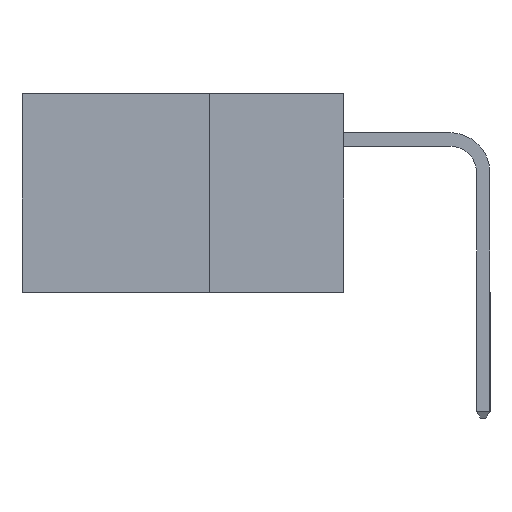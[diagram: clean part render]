
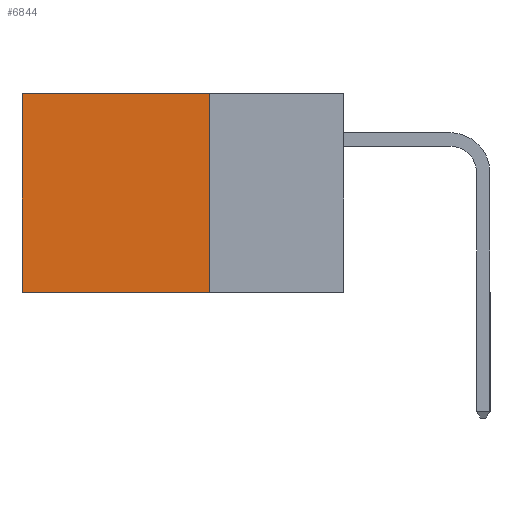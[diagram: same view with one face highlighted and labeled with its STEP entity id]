
A CAD part, left-side view. The second image highlights one B-rep face of the part: STEP entity #6844.
In plain terms, the highlighted planar face has unit normal (-1, 0, 0).
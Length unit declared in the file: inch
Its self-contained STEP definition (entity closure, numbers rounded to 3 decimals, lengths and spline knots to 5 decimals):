
#397 = EDGE_CURVE ( 'NONE', #20825, #21699, #15507, .T. ) ;
#478 = CARTESIAN_POINT ( 'NONE',  ( 0.298, 0.25, 0. ) ) ;
#1251 = VECTOR ( 'NONE', #18919, 39.37008 ) ;
#1362 = CARTESIAN_POINT ( 'NONE',  ( 0.298, 0.25, -0.37 ) ) ;
#2185 = ORIENTED_EDGE ( 'NONE', *, *, #8740, .F. ) ;
#2203 = DIRECTION ( 'NONE',  ( 1., 0., 0. ) ) ;
#2365 = AXIS2_PLACEMENT_3D ( 'NONE', #478, #2203, #14279 ) ;
#2413 = DIRECTION ( 'NONE',  ( 0., 0., -1. ) ) ;
#2885 = DIRECTION ( 'NONE',  ( 0., 1., 0. ) ) ;
#4021 = EDGE_LOOP ( 'NONE', ( #11018, #4037, #2185, #6576 ) ) ;
#4037 = ORIENTED_EDGE ( 'NONE', *, *, #5732, .F. ) ;
#5315 = LINE ( 'NONE', #8870, #1251 ) ;
#5732 = EDGE_CURVE ( 'NONE', #12428, #21699, #20547, .T. ) ;
#6576 = ORIENTED_EDGE ( 'NONE', *, *, #18167, .T. ) ;
#6844 = ADVANCED_FACE ( 'NONE', ( #12425 ), #10879, .F. ) ;
#7485 = CARTESIAN_POINT ( 'NONE',  ( 0.298, 0.6, 0. ) ) ;
#8227 = VERTEX_POINT ( 'NONE', #20881 ) ;
#8740 = EDGE_CURVE ( 'NONE', #8227, #12428, #5315, .T. ) ;
#8870 = CARTESIAN_POINT ( 'NONE',  ( 0.298, 0.25, 0. ) ) ;
#10681 = CARTESIAN_POINT ( 'NONE',  ( 0.298, 0.6, 0. ) ) ;
#10879 = PLANE ( 'NONE',  #2365 ) ;
#11015 = VECTOR ( 'NONE', #2413, 39.37008 ) ;
#11018 = ORIENTED_EDGE ( 'NONE', *, *, #397, .T. ) ;
#11400 = DIRECTION ( 'NONE',  ( 0., 1., 0. ) ) ;
#12425 = FACE_OUTER_BOUND ( 'NONE', #4021, .T. ) ;
#12428 = VERTEX_POINT ( 'NONE', #1362 ) ;
#13260 = CARTESIAN_POINT ( 'NONE',  ( 0.298, 0.6, -0.37 ) ) ;
#13562 = LINE ( 'NONE', #16488, #21858 ) ;
#14279 = DIRECTION ( 'NONE',  ( 0., 0., -1. ) ) ;
#15507 = LINE ( 'NONE', #7485, #11015 ) ;
#16488 = CARTESIAN_POINT ( 'NONE',  ( 0.298, 0.25, 0. ) ) ;
#18167 = EDGE_CURVE ( 'NONE', #8227, #20825, #13562, .T. ) ;
#18919 = DIRECTION ( 'NONE',  ( 0., 0., -1. ) ) ;
#20053 = VECTOR ( 'NONE', #2885, 39.37008 ) ;
#20547 = LINE ( 'NONE', #21513, #20053 ) ;
#20825 = VERTEX_POINT ( 'NONE', #10681 ) ;
#20881 = CARTESIAN_POINT ( 'NONE',  ( 0.298, 0.25, 0. ) ) ;
#21513 = CARTESIAN_POINT ( 'NONE',  ( 0.298, 0.25, -0.37 ) ) ;
#21699 = VERTEX_POINT ( 'NONE', #13260 ) ;
#21858 = VECTOR ( 'NONE', #11400, 39.37008 ) ;
